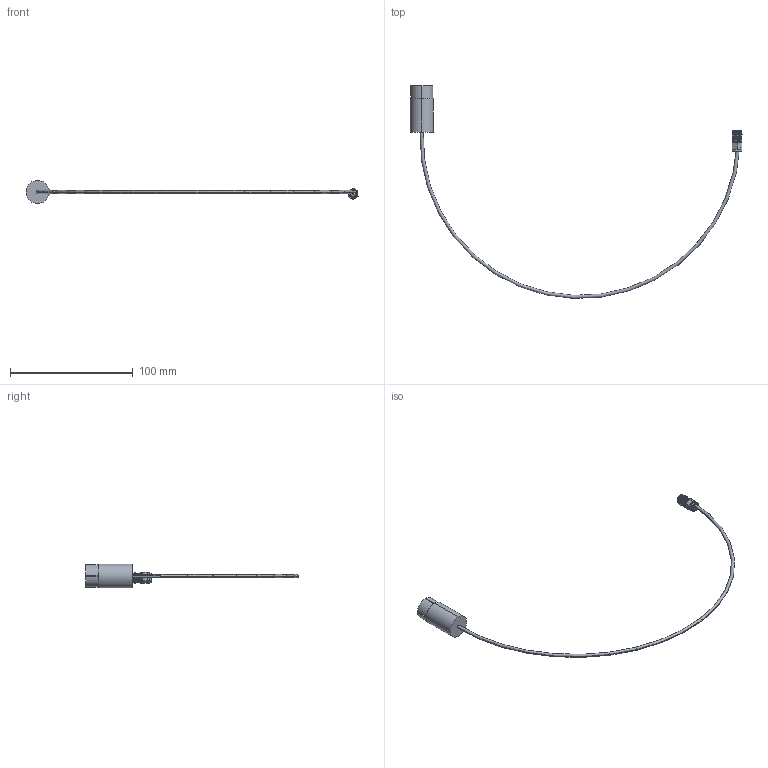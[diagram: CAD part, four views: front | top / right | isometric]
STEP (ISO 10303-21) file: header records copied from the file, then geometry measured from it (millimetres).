
FILE_DESCRIPTION (( 'STEP AP203' ), '1' );
FILE_NAME ('A7307-6-CN.STEP', '2013-11-19T13:15:02', ( '' ), ( '' ), 'SwSTEP 2.0', 'SolidWorks 2012', '' );
FILE_SCHEMA (( 'CONFIG_CONTROL_DESIGN' ));
Length unit declared in the file: inch
Products named in the file (3): A7307-6-CN; A7300 FEMALE SMA PART_    ; A7301-3_JUST CABLE
Assembly tree (2 placements, depth 2):
  A7307-6-CN
    A7301-3_JUST CABLE
    A7300 FEMALE SMA PART_    
Bounding box: 270.61 x 173.47 x 19.05 mm (x, y, z)
Volume: 8681.1 mm3; surface area: 8838 mm2
Topology: 4 solids, 5 shells, 200 faces, 444 edges, 270 vertices
Faces by surface type: cone 74, plane 71, cylinder 48, torus 7
Entity records: 5948 total; most frequent: CARTESIAN_POINT 1061, DIRECTION 1039, ORIENTED_EDGE 888, EDGE_CURVE 444, AXIS2_PLACEMENT_3D 398, VERTEX_POINT 270, VECTOR 243, LINE 243
